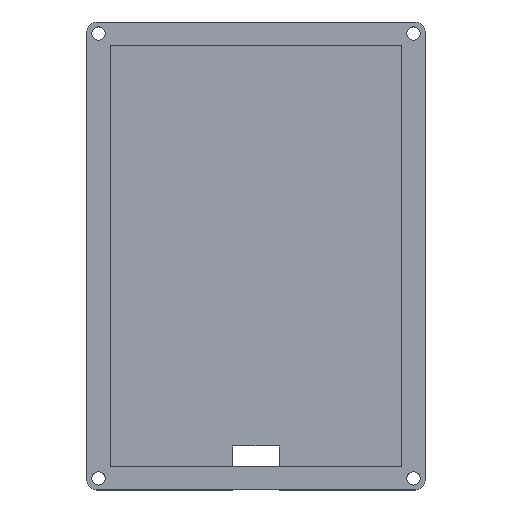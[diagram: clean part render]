
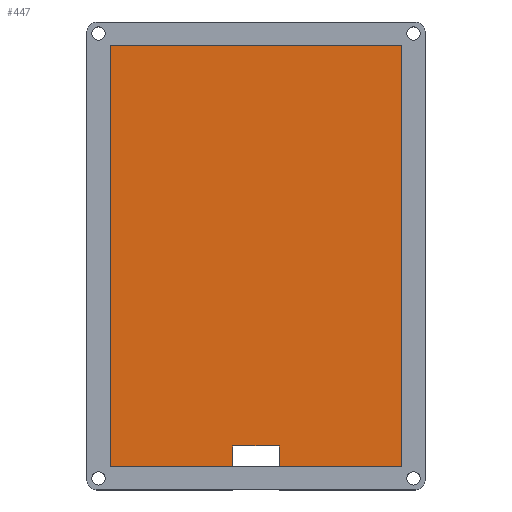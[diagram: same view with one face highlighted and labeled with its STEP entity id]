
A CAD part, top view. The second image highlights one B-rep face of the part: STEP entity #447.
In plain terms, the highlighted planar face has unit normal (0, 0, 1).
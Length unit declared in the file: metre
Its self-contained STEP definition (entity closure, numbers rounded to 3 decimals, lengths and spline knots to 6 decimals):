
#52=ORIENTED_EDGE('',*,*,#162,.T.);
#53=ORIENTED_EDGE('',*,*,#176,.T.);
#54=ORIENTED_EDGE('',*,*,#177,.T.);
#55=ORIENTED_EDGE('',*,*,#178,.F.);
#56=ORIENTED_EDGE('',*,*,#166,.T.);
#57=ORIENTED_EDGE('',*,*,#179,.T.);
#58=ORIENTED_EDGE('',*,*,#180,.F.);
#59=ORIENTED_EDGE('',*,*,#181,.F.);
#162=EDGE_CURVE('',#225,#224,#268,.T.);
#166=EDGE_CURVE('',#229,#228,#272,.T.);
#176=EDGE_CURVE('',#224,#238,#282,.T.);
#177=EDGE_CURVE('',#238,#239,#283,.T.);
#178=EDGE_CURVE('',#229,#239,#284,.T.);
#179=EDGE_CURVE('',#228,#240,#285,.T.);
#180=EDGE_CURVE('',#241,#240,#286,.T.);
#181=EDGE_CURVE('',#225,#241,#287,.T.);
#224=VERTEX_POINT('',#652);
#225=VERTEX_POINT('',#654);
#228=VERTEX_POINT('',#660);
#229=VERTEX_POINT('',#662);
#238=VERTEX_POINT('',#683);
#239=VERTEX_POINT('',#685);
#240=VERTEX_POINT('',#688);
#241=VERTEX_POINT('',#690);
#268=LINE('',#653,#314);
#272=LINE('',#661,#318);
#282=LINE('',#682,#328);
#283=LINE('',#684,#329);
#284=LINE('',#686,#330);
#285=LINE('',#687,#331);
#286=LINE('',#689,#332);
#287=LINE('',#691,#333);
#314=VECTOR('',#526,1.);
#318=VECTOR('',#530,1.);
#328=VECTOR('',#544,1.);
#329=VECTOR('',#545,1.);
#330=VECTOR('',#546,1.);
#331=VECTOR('',#547,1.);
#332=VECTOR('',#548,1.);
#333=VECTOR('',#549,1.);
#360=EDGE_LOOP('',(#52,#53,#54,#55,#56,#57,#58,#59));
#396=FACE_BOUND('',#360,.T.);
#432=PLANE('',#483);
#447=ADVANCED_FACE('',(#396),#432,.T.);
#483=AXIS2_PLACEMENT_3D('',#681,#542,#543);
#526=DIRECTION('',(1.,0.,0.));
#530=DIRECTION('',(1.,0.,0.));
#542=DIRECTION('',(0.,0.,1.));
#543=DIRECTION('',(1.,0.,0.));
#544=DIRECTION('',(0.,1.,0.));
#545=DIRECTION('',(1.,0.,0.));
#546=DIRECTION('',(0.,1.,0.));
#547=DIRECTION('',(0.,1.,0.));
#548=DIRECTION('',(1.,0.,0.));
#549=DIRECTION('',(0.,1.,0.));
#652=CARTESIAN_POINT('',(-0.005,-0.0455,0.003));
#653=CARTESIAN_POINT('',(0.,-0.0455,0.003));
#654=CARTESIAN_POINT('',(-0.0315,-0.0455,0.003));
#660=CARTESIAN_POINT('',(0.0315,-0.0455,0.003));
#661=CARTESIAN_POINT('',(0.,-0.0455,0.003));
#662=CARTESIAN_POINT('',(0.005,-0.0455,0.003));
#681=CARTESIAN_POINT('',(0.,0.,0.003));
#682=CARTESIAN_POINT('',(-0.005,0.,0.003));
#683=CARTESIAN_POINT('',(-0.005,-0.041,0.003));
#684=CARTESIAN_POINT('',(0.,-0.041,0.003));
#685=CARTESIAN_POINT('',(0.005,-0.041,0.003));
#686=CARTESIAN_POINT('',(0.005,0.,0.003));
#687=CARTESIAN_POINT('',(0.0315,0.,0.003));
#688=CARTESIAN_POINT('',(0.0315,0.0455,0.003));
#689=CARTESIAN_POINT('',(0.,0.0455,0.003));
#690=CARTESIAN_POINT('',(-0.0315,0.0455,0.003));
#691=CARTESIAN_POINT('',(-0.0315,0.,0.003));
